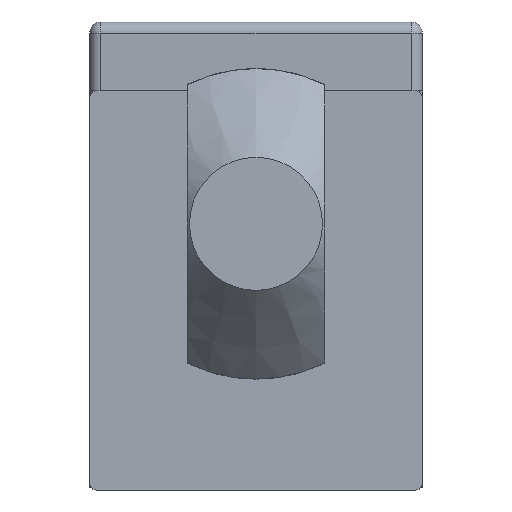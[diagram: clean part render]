
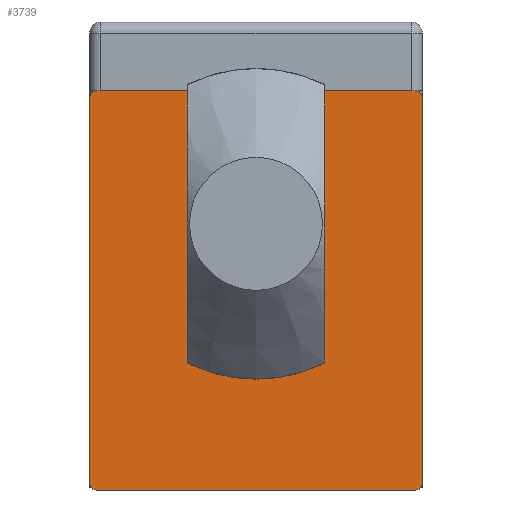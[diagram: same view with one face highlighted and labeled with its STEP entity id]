
A CAD part, front view. The second image highlights one B-rep face of the part: STEP entity #3739.
In plain terms, the highlighted planar face has unit normal (0, -1, 0).
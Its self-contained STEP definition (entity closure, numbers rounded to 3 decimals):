
#95=FACE_BOUND('',#503,.T.);
#155=PLANE('',#4037);
#263=FACE_OUTER_BOUND('',#502,.T.);
#502=EDGE_LOOP('',(#2521,#2522,#2523,#2524,#2525,#2526,#2527,#2528));
#503=EDGE_LOOP('',(#2529,#2530,#2531,#2532,#2533,#2534));
#764=LINE('',#5758,#1059);
#765=LINE('',#5762,#1060);
#766=LINE('',#5766,#1061);
#767=LINE('',#5770,#1062);
#768=LINE('',#5774,#1063);
#769=LINE('',#5778,#1064);
#770=LINE('',#5780,#1065);
#771=LINE('',#5783,#1066);
#1059=VECTOR('',#4521,1000.);
#1060=VECTOR('',#4524,1000.);
#1061=VECTOR('',#4527,1000.);
#1062=VECTOR('',#4530,1000.);
#1063=VECTOR('',#4533,1000.);
#1064=VECTOR('',#4536,1000.);
#1065=VECTOR('',#4537,1000.);
#1066=VECTOR('',#4540,1000.);
#1350=CIRCLE('',#4038,0.3);
#1351=CIRCLE('',#4039,0.3);
#1352=CIRCLE('',#4040,0.3);
#1353=CIRCLE('',#4041,0.3);
#1354=CIRCLE('',#4042,3.1);
#1355=CIRCLE('',#4043,3.1);
#1590=VERTEX_POINT('',#5756);
#1591=VERTEX_POINT('',#5757);
#1592=VERTEX_POINT('',#5759);
#1593=VERTEX_POINT('',#5761);
#1594=VERTEX_POINT('',#5763);
#1595=VERTEX_POINT('',#5765);
#1596=VERTEX_POINT('',#5767);
#1597=VERTEX_POINT('',#5769);
#1598=VERTEX_POINT('',#5772);
#1599=VERTEX_POINT('',#5773);
#1600=VERTEX_POINT('',#5775);
#1601=VERTEX_POINT('',#5777);
#1602=VERTEX_POINT('',#5779);
#1603=VERTEX_POINT('',#5781);
#1941=EDGE_CURVE('',#1590,#1591,#764,.T.);
#1942=EDGE_CURVE('',#1590,#1592,#1350,.T.);
#1943=EDGE_CURVE('',#1592,#1593,#765,.T.);
#1944=EDGE_CURVE('',#1593,#1594,#1351,.T.);
#1945=EDGE_CURVE('',#1594,#1595,#766,.T.);
#1946=EDGE_CURVE('',#1595,#1596,#1352,.T.);
#1947=EDGE_CURVE('',#1597,#1596,#767,.T.);
#1948=EDGE_CURVE('',#1597,#1591,#1353,.T.);
#1949=EDGE_CURVE('',#1598,#1599,#768,.T.);
#1950=EDGE_CURVE('',#1600,#1598,#1354,.T.);
#1951=EDGE_CURVE('',#1601,#1600,#769,.T.);
#1952=EDGE_CURVE('',#1602,#1601,#770,.T.);
#1953=EDGE_CURVE('',#1603,#1602,#1355,.T.);
#1954=EDGE_CURVE('',#1599,#1603,#771,.T.);
#2521=ORIENTED_EDGE('',*,*,#1941,.F.);
#2522=ORIENTED_EDGE('',*,*,#1942,.T.);
#2523=ORIENTED_EDGE('',*,*,#1943,.T.);
#2524=ORIENTED_EDGE('',*,*,#1944,.T.);
#2525=ORIENTED_EDGE('',*,*,#1945,.T.);
#2526=ORIENTED_EDGE('',*,*,#1946,.T.);
#2527=ORIENTED_EDGE('',*,*,#1947,.F.);
#2528=ORIENTED_EDGE('',*,*,#1948,.T.);
#2529=ORIENTED_EDGE('',*,*,#1949,.F.);
#2530=ORIENTED_EDGE('',*,*,#1950,.F.);
#2531=ORIENTED_EDGE('',*,*,#1951,.F.);
#2532=ORIENTED_EDGE('',*,*,#1952,.F.);
#2533=ORIENTED_EDGE('',*,*,#1953,.F.);
#2534=ORIENTED_EDGE('',*,*,#1954,.F.);
#3739=ADVANCED_FACE('',(#263,#95),#155,.F.);
#4037=AXIS2_PLACEMENT_3D('',#5755,#4519,#4520);
#4038=AXIS2_PLACEMENT_3D('',#5760,#4522,#4523);
#4039=AXIS2_PLACEMENT_3D('',#5764,#4525,#4526);
#4040=AXIS2_PLACEMENT_3D('',#5768,#4528,#4529);
#4041=AXIS2_PLACEMENT_3D('',#5771,#4531,#4532);
#4042=AXIS2_PLACEMENT_3D('',#5776,#4534,#4535);
#4043=AXIS2_PLACEMENT_3D('',#5782,#4538,#4539);
#4519=DIRECTION('center_axis',(0.,1.,0.));
#4520=DIRECTION('ref_axis',(0.,0.,1.));
#4521=DIRECTION('',(1.,0.,0.));
#4522=DIRECTION('center_axis',(0.,-1.,0.));
#4523=DIRECTION('ref_axis',(0.,0.,1.));
#4524=DIRECTION('',(0.,0.,-1.));
#4525=DIRECTION('center_axis',(0.,-1.,0.));
#4526=DIRECTION('ref_axis',(0.,0.,1.));
#4527=DIRECTION('',(1.,0.,0.));
#4528=DIRECTION('center_axis',(0.,-1.,0.));
#4529=DIRECTION('ref_axis',(0.,0.,1.));
#4530=DIRECTION('',(0.,0.,-1.));
#4531=DIRECTION('center_axis',(0.,-1.,0.));
#4532=DIRECTION('ref_axis',(0.,0.,1.));
#4533=DIRECTION('',(0.,0.,-1.));
#4534=DIRECTION('center_axis',(0.,-1.,0.));
#4535=DIRECTION('ref_axis',(0.,0.,1.));
#4536=DIRECTION('',(-1.,0.,0.));
#4537=DIRECTION('',(0.,0.,1.));
#4538=DIRECTION('center_axis',(0.,-1.,0.));
#4539=DIRECTION('ref_axis',(0.,0.,1.));
#4540=DIRECTION('',(1.,0.,0.));
#5755=CARTESIAN_POINT('Origin',(-7.5,0.,9.));
#5756=CARTESIAN_POINT('',(-7.2,0.,9.));
#5757=CARTESIAN_POINT('',(7.2,0.,9.));
#5758=CARTESIAN_POINT('',(-7.5,0.,9.));
#5759=CARTESIAN_POINT('',(-7.5,0.,8.7));
#5760=CARTESIAN_POINT('Origin',(-7.2,0.,8.7));
#5761=CARTESIAN_POINT('',(-7.5,0.,-8.7));
#5762=CARTESIAN_POINT('',(-7.5,0.,9.));
#5763=CARTESIAN_POINT('',(-7.2,0.,-9.));
#5764=CARTESIAN_POINT('Origin',(-7.2,0.,-8.7));
#5765=CARTESIAN_POINT('',(7.2,0.,-9.));
#5766=CARTESIAN_POINT('',(-7.5,0.,-9.));
#5767=CARTESIAN_POINT('',(7.5,0.,-8.7));
#5768=CARTESIAN_POINT('Origin',(7.2,0.,-8.7));
#5769=CARTESIAN_POINT('',(7.5,0.,8.7));
#5770=CARTESIAN_POINT('',(7.5,0.,9.));
#5771=CARTESIAN_POINT('Origin',(7.2,0.,8.7));
#5772=CARTESIAN_POINT('',(-3.1,0.,3.));
#5773=CARTESIAN_POINT('',(-3.1,0.,-0.1));
#5774=CARTESIAN_POINT('',(-3.1,0.,-0.1));
#5775=CARTESIAN_POINT('',(0.,0.,6.1));
#5776=CARTESIAN_POINT('Origin',(0.,0.,3.));
#5777=CARTESIAN_POINT('',(3.1,0.,6.1));
#5778=CARTESIAN_POINT('',(0.,0.,6.1));
#5779=CARTESIAN_POINT('',(3.1,0.,3.));
#5780=CARTESIAN_POINT('',(3.1,0.,3.));
#5781=CARTESIAN_POINT('',(0.,0.,-0.1));
#5782=CARTESIAN_POINT('Origin',(0.,0.,3.));
#5783=CARTESIAN_POINT('',(-3.1,0.,-0.1));
